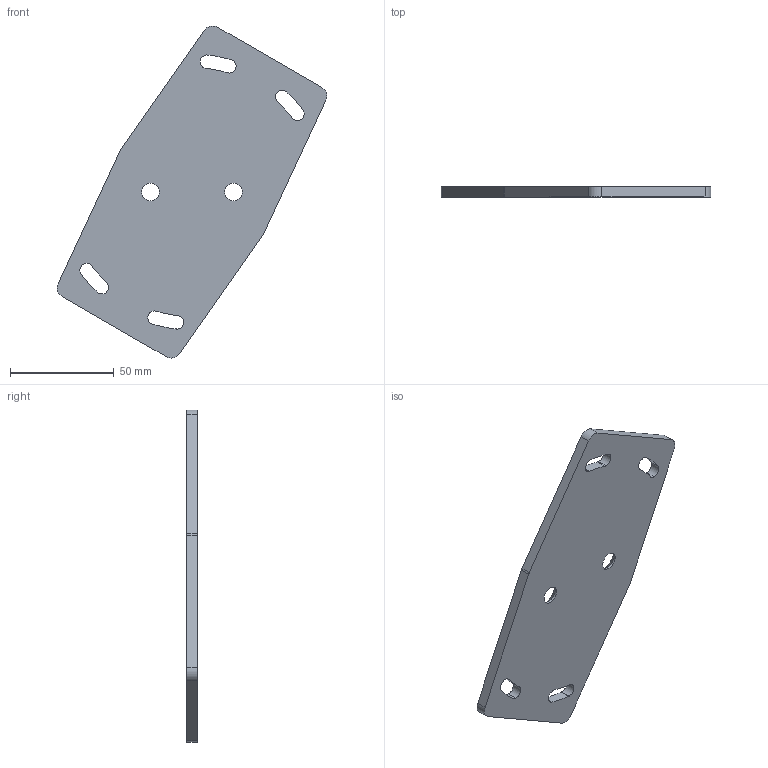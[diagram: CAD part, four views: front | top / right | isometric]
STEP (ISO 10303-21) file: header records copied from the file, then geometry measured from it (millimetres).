
FILE_DESCRIPTION (( 'STEP AP214' ), '1' );
FILE_NAME ('Steering Bar Bracket Right.STEP', '2025-06-04T21:53:56', ( '' ), ( '' ), 'SwSTEP 2.0', 'SolidWorks 2022', '' );
FILE_SCHEMA (( 'AUTOMOTIVE_DESIGN' ));
Length unit declared in the file: millimetre
Products named in the file (1): Steering Bar Bracket Right
Bounding box: 129.96 x 5 x 160.1 mm (x, y, z)
Volume: 51764 mm3; surface area: 24103.2 mm2
Topology: 1 solids, 1 shells, 43 faces, 119 edges, 78 vertices
Faces by surface type: cylinder 31, plane 8, cone 4
Entity records: 1465 total; most frequent: DIRECTION 273, CARTESIAN_POINT 241, ORIENTED_EDGE 238, EDGE_CURVE 119, AXIS2_PLACEMENT_3D 110, VERTEX_POINT 78, CIRCLE 66, EDGE_LOOP 55
